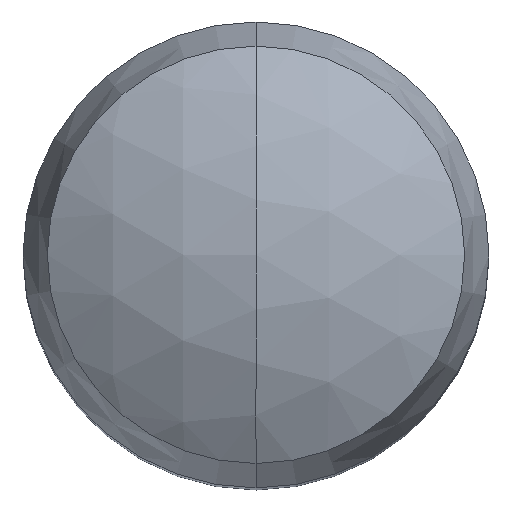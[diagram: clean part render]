
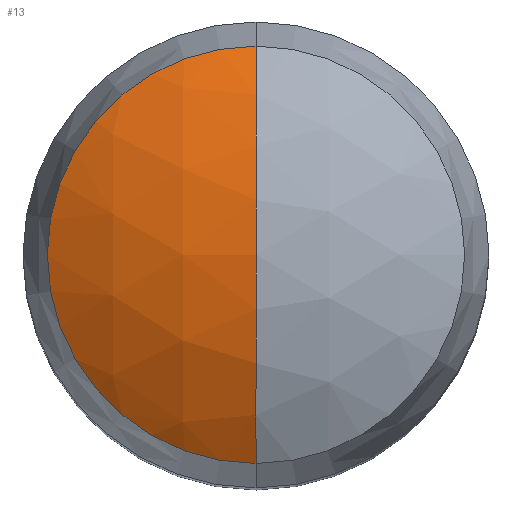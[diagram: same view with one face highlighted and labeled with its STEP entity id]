
A CAD part, top view. The second image highlights one B-rep face of the part: STEP entity #13.
In plain terms, the highlighted spherical face has radius 2.508 mm.
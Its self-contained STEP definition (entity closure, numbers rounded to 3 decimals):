
#9 = ORIENTED_EDGE ( 'NONE', *, *, #255, .T. ) ;
#13 = ADVANCED_FACE ( 'NONE', ( #152 ), #97, .T. ) ;
#24 = AXIS2_PLACEMENT_3D ( 'NONE', #134, #250, #277 ) ;
#48 = DIRECTION ( 'NONE',  ( -1., 0., 0. ) ) ;
#49 = VERTEX_POINT ( 'NONE', #106 ) ;
#61 = CARTESIAN_POINT ( 'NONE',  ( 0., 0., 1.992 ) ) ;
#70 = CIRCLE ( 'NONE', #214, 2.508 ) ;
#76 = CIRCLE ( 'NONE', #24, 2.508 ) ;
#95 = EDGE_LOOP ( 'NONE', ( #9, #173, #107 ) ) ;
#97 = SPHERICAL_SURFACE ( 'NONE', #247, 2.508 ) ;
#99 = VERTEX_POINT ( 'NONE', #222 ) ;
#106 = CARTESIAN_POINT ( 'NONE',  ( 0., 1.343, 4.11 ) ) ;
#107 = ORIENTED_EDGE ( 'NONE', *, *, #109, .F. ) ;
#109 = EDGE_CURVE ( 'NONE', #49, #99, #70, .T. ) ;
#129 = DIRECTION ( 'NONE',  ( 0., 0., -1. ) ) ;
#134 = CARTESIAN_POINT ( 'NONE',  ( 0., 0., 1.992 ) ) ;
#141 = CARTESIAN_POINT ( 'NONE',  ( 0., 0., 1.992 ) ) ;
#149 = CARTESIAN_POINT ( 'NONE',  ( 0., -1.343, 4.11 ) ) ;
#151 = VERTEX_POINT ( 'NONE', #149 ) ;
#152 = FACE_OUTER_BOUND ( 'NONE', #95, .T. ) ;
#171 = DIRECTION ( 'NONE',  ( 0., 0., 1. ) ) ;
#173 = ORIENTED_EDGE ( 'NONE', *, *, #275, .T. ) ;
#177 = DIRECTION ( 'NONE',  ( 0., 1., 0. ) ) ;
#189 = DIRECTION ( 'NONE',  ( 1., 0., 0. ) ) ;
#212 = CARTESIAN_POINT ( 'NONE',  ( 0., 0., 4.11 ) ) ;
#214 = AXIS2_PLACEMENT_3D ( 'NONE', #61, #189, #129 ) ;
#217 = CIRCLE ( 'NONE', #221, 1.343 ) ;
#221 = AXIS2_PLACEMENT_3D ( 'NONE', #212, #171, #254 ) ;
#222 = CARTESIAN_POINT ( 'NONE',  ( 0., 0., 4.5 ) ) ;
#247 = AXIS2_PLACEMENT_3D ( 'NONE', #141, #48, #177 ) ;
#250 = DIRECTION ( 'NONE',  ( -1., 0., 0. ) ) ;
#254 = DIRECTION ( 'NONE',  ( 0., -1., 0. ) ) ;
#255 = EDGE_CURVE ( 'NONE', #49, #151, #217, .T. ) ;
#275 = EDGE_CURVE ( 'NONE', #151, #99, #76, .T. ) ;
#277 = DIRECTION ( 'NONE',  ( 0., -1., 0. ) ) ;
